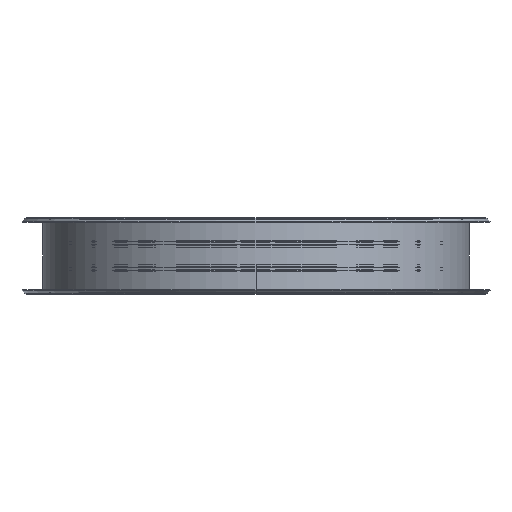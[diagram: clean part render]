
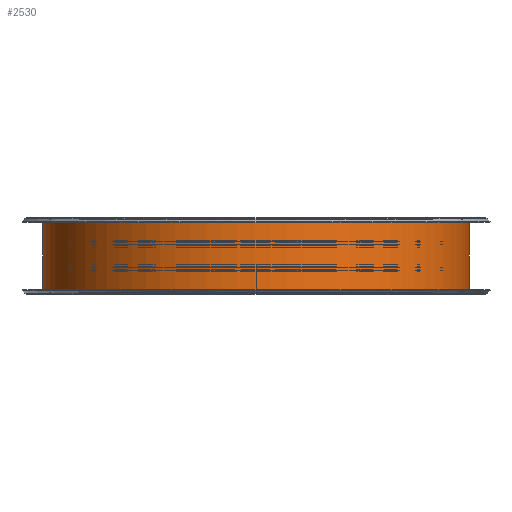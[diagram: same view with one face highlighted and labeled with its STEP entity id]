
A CAD part, front view. The second image highlights one B-rep face of the part: STEP entity #2530.
In plain terms, the highlighted cylindrical face has radius 569.5 mm (diameter 1139 mm), a partial arc.
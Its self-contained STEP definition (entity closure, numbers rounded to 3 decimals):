
#96 = VERTEX_POINT ( 'NONE', #705 ) ;
#125 = VECTOR ( 'NONE', #1073, 1000. ) ;
#207 = CARTESIAN_POINT ( 'NONE',  ( 0., 0., 200. ) ) ;
#320 = CARTESIAN_POINT ( 'NONE',  ( 0., 0., 0. ) ) ;
#429 = CARTESIAN_POINT ( 'NONE',  ( -569.302, -15., 0. ) ) ;
#442 = AXIS2_PLACEMENT_3D ( 'NONE', #207, #462, #945 ) ;
#462 = DIRECTION ( 'NONE',  ( 0., 0., 1. ) ) ;
#501 = LINE ( 'NONE', #792, #125 ) ;
#510 = CIRCLE ( 'NONE', #1637, 569.5 ) ;
#567 = CIRCLE ( 'NONE', #442, 569.5 ) ;
#705 = CARTESIAN_POINT ( 'NONE',  ( -569.302, -15., 200. ) ) ;
#756 = CARTESIAN_POINT ( 'NONE',  ( 0., 0., 200. ) ) ;
#792 = CARTESIAN_POINT ( 'NONE',  ( -569.302, 15., 200. ) ) ;
#795 = DIRECTION ( 'NONE',  ( 1., 0., 0. ) ) ;
#820 = VERTEX_POINT ( 'NONE', #1517 ) ;
#945 = DIRECTION ( 'NONE',  ( 1., 0., 0. ) ) ;
#958 = VECTOR ( 'NONE', #2090, 1000. ) ;
#1073 = DIRECTION ( 'NONE',  ( 0., 0., -1. ) ) ;
#1103 = FACE_OUTER_BOUND ( 'NONE', #2218, .T. ) ;
#1128 = EDGE_CURVE ( 'NONE', #820, #1299, #501, .T. ) ;
#1137 = CARTESIAN_POINT ( 'NONE',  ( -569.302, -15., 200. ) ) ;
#1212 = AXIS2_PLACEMENT_3D ( 'NONE', #756, #1240, #2489 ) ;
#1240 = DIRECTION ( 'NONE',  ( 0., 0., -1. ) ) ;
#1299 = VERTEX_POINT ( 'NONE', #2510 ) ;
#1375 = ORIENTED_EDGE ( 'NONE', *, *, #2096, .F. ) ;
#1517 = CARTESIAN_POINT ( 'NONE',  ( -569.302, 15., 200. ) ) ;
#1588 = LINE ( 'NONE', #1137, #958 ) ;
#1633 = CYLINDRICAL_SURFACE ( 'NONE', #1212, 569.5 ) ;
#1636 = EDGE_CURVE ( 'NONE', #2146, #1299, #510, .T. ) ;
#1637 = AXIS2_PLACEMENT_3D ( 'NONE', #320, #2199, #795 ) ;
#2031 = ORIENTED_EDGE ( 'NONE', *, *, #2841, .F. ) ;
#2090 = DIRECTION ( 'NONE',  ( 0., 0., 1. ) ) ;
#2096 = EDGE_CURVE ( 'NONE', #96, #820, #567, .T. ) ;
#2146 = VERTEX_POINT ( 'NONE', #429 ) ;
#2199 = DIRECTION ( 'NONE',  ( 0., 0., 1. ) ) ;
#2218 = EDGE_LOOP ( 'NONE', ( #2031, #2484, #2299, #1375 ) ) ;
#2299 = ORIENTED_EDGE ( 'NONE', *, *, #1128, .F. ) ;
#2484 = ORIENTED_EDGE ( 'NONE', *, *, #1636, .T. ) ;
#2489 = DIRECTION ( 'NONE',  ( -1., 0., 0. ) ) ;
#2510 = CARTESIAN_POINT ( 'NONE',  ( -569.302, 15., 0. ) ) ;
#2530 = ADVANCED_FACE ( 'NONE', ( #1103 ), #1633, .T. ) ;
#2841 = EDGE_CURVE ( 'NONE', #2146, #96, #1588, .T. ) ;
